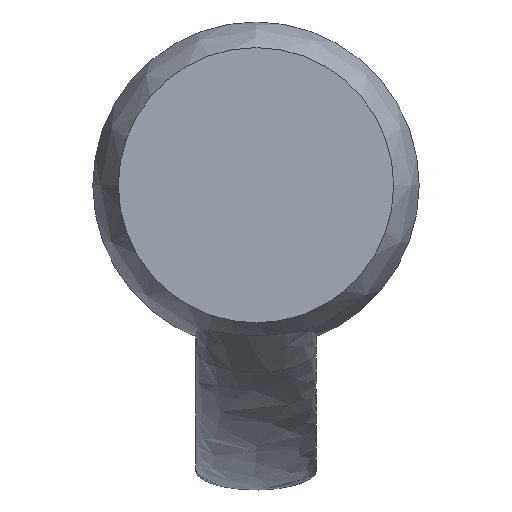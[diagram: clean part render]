
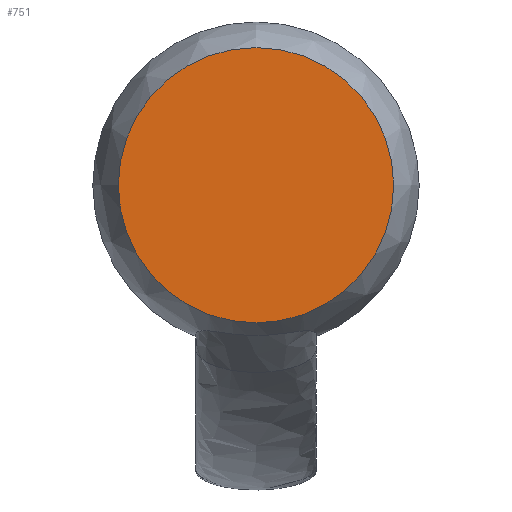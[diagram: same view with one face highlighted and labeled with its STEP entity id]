
A CAD part, front view. The second image highlights one B-rep face of the part: STEP entity #751.
In plain terms, the highlighted planar face has unit normal (0, -1, 0).
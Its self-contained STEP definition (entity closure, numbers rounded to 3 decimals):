
#46=PLANE('',#837);
#68=CIRCLE('',#834,22.867);
#198=FACE_OUTER_BOUND('',#246,.T.);
#246=EDGE_LOOP('',(#700));
#367=VERTEX_POINT('',#1954);
#476=EDGE_CURVE('',#367,#367,#68,.T.);
#700=ORIENTED_EDGE('',*,*,#476,.T.);
#751=ADVANCED_FACE('',(#198),#46,.T.);
#834=AXIS2_PLACEMENT_3D('',#1955,#1013,#1014);
#837=AXIS2_PLACEMENT_3D('',#1959,#1020,#1021);
#1013=DIRECTION('center_axis',(0.,-1.,0.));
#1014=DIRECTION('ref_axis',(1.,0.,0.));
#1020=DIRECTION('center_axis',(0.,-1.,0.));
#1021=DIRECTION('ref_axis',(0.,0.,-1.));
#1954=CARTESIAN_POINT('',(0.,-18.,22.867));
#1955=CARTESIAN_POINT('Origin',(0.,-18.,0.));
#1959=CARTESIAN_POINT('Origin',(0.,-18.,0.));
